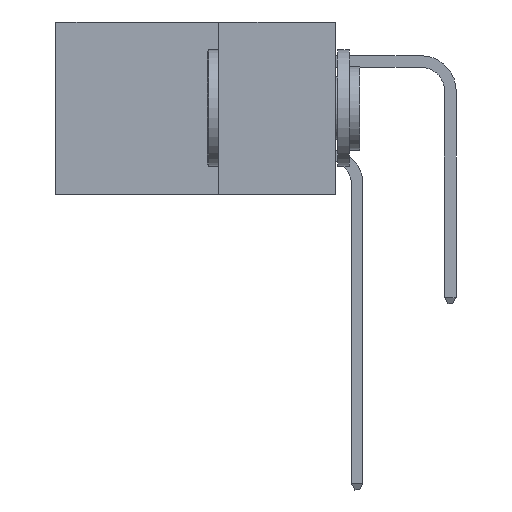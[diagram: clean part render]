
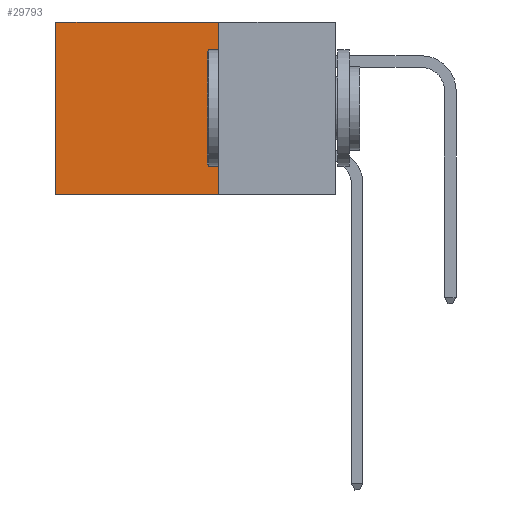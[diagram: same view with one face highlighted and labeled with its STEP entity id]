
A CAD part, left-side view. The second image highlights one B-rep face of the part: STEP entity #29793.
In plain terms, the highlighted planar face has unit normal (-1, 0, 0).
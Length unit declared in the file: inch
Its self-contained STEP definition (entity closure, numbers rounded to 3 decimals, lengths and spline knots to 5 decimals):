
#136 = AXIS2_PLACEMENT_3D ( 'NONE', #9160, #28520, #28388 ) ;
#2002 = CARTESIAN_POINT ( 'NONE',  ( 0.2875, 0.6, 0. ) ) ;
#2095 = LINE ( 'NONE', #30599, #34920 ) ;
#3384 = VERTEX_POINT ( 'NONE', #17228 ) ;
#3958 = CARTESIAN_POINT ( 'NONE',  ( 0.2875, 0.25, 0. ) ) ;
#6572 = EDGE_CURVE ( 'NONE', #26194, #3384, #22195, .T. ) ;
#7832 = ORIENTED_EDGE ( 'NONE', *, *, #8329, .F. ) ;
#8329 = EDGE_CURVE ( 'NONE', #20360, #26065, #14382, .T. ) ;
#9160 = CARTESIAN_POINT ( 'NONE',  ( 0.2875, 0.25, 0. ) ) ;
#9179 = LINE ( 'NONE', #23175, #24211 ) ;
#10417 = ORIENTED_EDGE ( 'NONE', *, *, #6572, .T. ) ;
#10737 = ORIENTED_EDGE ( 'NONE', *, *, #20789, .T. ) ;
#14382 = LINE ( 'NONE', #31730, #16918 ) ;
#14421 = DIRECTION ( 'NONE',  ( 0., 1., 0. ) ) ;
#14870 = VECTOR ( 'NONE', #16749, 39.37008 ) ;
#16749 = DIRECTION ( 'NONE',  ( 0., 0., -1. ) ) ;
#16918 = VECTOR ( 'NONE', #34094, 39.37008 ) ;
#17228 = CARTESIAN_POINT ( 'NONE',  ( 0.2875, 0.6, -0.37 ) ) ;
#20360 = VERTEX_POINT ( 'NONE', #3958 ) ;
#20789 = EDGE_CURVE ( 'NONE', #20360, #26194, #2095, .T. ) ;
#21010 = FACE_OUTER_BOUND ( 'NONE', #21406, .T. ) ;
#21406 = EDGE_LOOP ( 'NONE', ( #10417, #22262, #7832, #10737 ) ) ;
#22110 = EDGE_CURVE ( 'NONE', #26065, #3384, #9179, .T. ) ;
#22195 = LINE ( 'NONE', #2002, #14870 ) ;
#22262 = ORIENTED_EDGE ( 'NONE', *, *, #22110, .F. ) ;
#22664 = CARTESIAN_POINT ( 'NONE',  ( 0.2875, 0.25, -0.37 ) ) ;
#23154 = PLANE ( 'NONE',  #136 ) ;
#23175 = CARTESIAN_POINT ( 'NONE',  ( 0.2875, 0.25, -0.37 ) ) ;
#24211 = VECTOR ( 'NONE', #31540, 39.37008 ) ;
#24301 = CARTESIAN_POINT ( 'NONE',  ( 0.2875, 0.6, 0. ) ) ;
#26065 = VERTEX_POINT ( 'NONE', #22664 ) ;
#26194 = VERTEX_POINT ( 'NONE', #24301 ) ;
#28388 = DIRECTION ( 'NONE',  ( 0., 0., -1. ) ) ;
#28520 = DIRECTION ( 'NONE',  ( 1., 0., 0. ) ) ;
#29793 = ADVANCED_FACE ( 'NONE', ( #21010 ), #23154, .F. ) ;
#30599 = CARTESIAN_POINT ( 'NONE',  ( 0.2875, 0.25, 0. ) ) ;
#31540 = DIRECTION ( 'NONE',  ( 0., 1., 0. ) ) ;
#31730 = CARTESIAN_POINT ( 'NONE',  ( 0.2875, 0.25, 0. ) ) ;
#34094 = DIRECTION ( 'NONE',  ( 0., 0., -1. ) ) ;
#34920 = VECTOR ( 'NONE', #14421, 39.37008 ) ;
